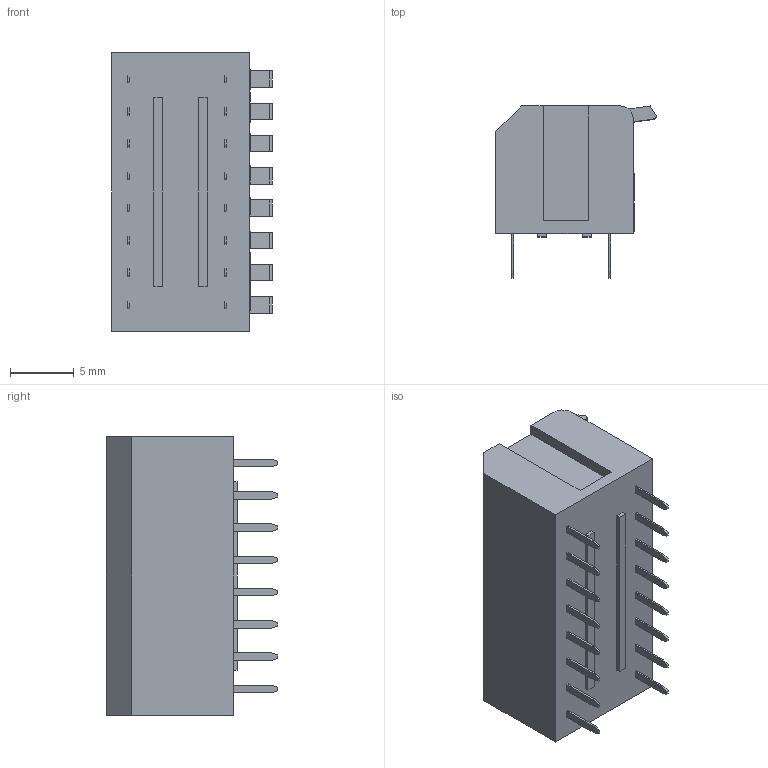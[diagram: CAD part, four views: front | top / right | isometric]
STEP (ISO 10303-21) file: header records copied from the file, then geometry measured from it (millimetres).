
FILE_DESCRIPTION(('STEP AP214'), '1');
FILE_NAME('KAP1108E', '2016-02-06T11:20:45', ('UNSPECIFIED'), ('UNSPECIFIED'), 'ASCON STEP Converter 1.3', 'ASCON Math Kernel', '');
FILE_SCHEMA(('AUTOMOTIVE_DESIGN { 1 0 10303 214 3 1 1}'));
Length unit declared in the file: millimetre
Products named in the file (4): Assembly1; KAP 8 BODY; KAP E ACTUATOR
Assembly tree (25 placements, depth 2):
  Assembly1
    KAP 8 BODY
    KAP E ACTUATOR  x8
    (unnamed)  x16
Bounding box: 12.61 x 13.5 x 21.88 mm (x, y, z)
Volume: 2227.3 mm3; surface area: 1556.8 mm2
Topology: 25 solids, 25 shells, 538 faces, 1347 edges, 898 vertices
Faces by surface type: plane 421, bspline 92, cylinder 25
Entity records: 20256 total; most frequent: CARTESIAN_POINT 8401, ORIENTED_EDGE 1902, DIRECTION 1312, EDGE_CURVE 951, LINE 668, VECTOR 668, VERTEX_POINT 634, FACE_BOUND 401
